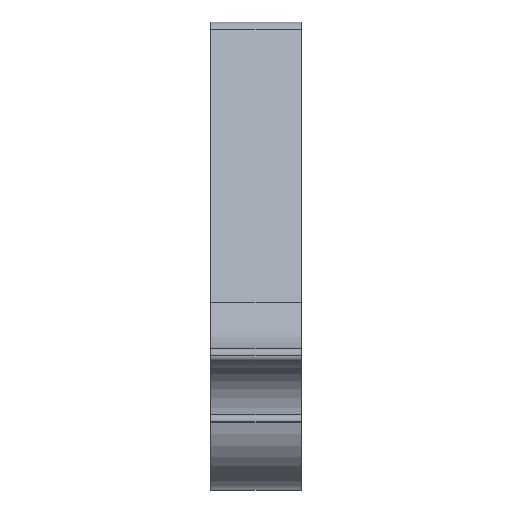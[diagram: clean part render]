
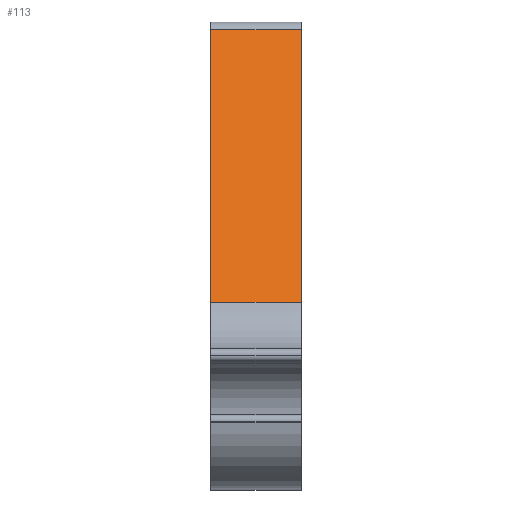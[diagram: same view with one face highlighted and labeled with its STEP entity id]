
A CAD part, top view. The second image highlights one B-rep face of the part: STEP entity #113.
In plain terms, the highlighted planar face has unit normal (0, 0.362, 0.932).
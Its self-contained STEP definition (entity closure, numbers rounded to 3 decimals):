
#62 = DIRECTION ( 'NONE',  ( 0., 0.932, -0.362 ) ) ;
#65 = EDGE_LOOP ( 'NONE', ( #261, #89, #1021, #194 ) ) ;
#89 = ORIENTED_EDGE ( 'NONE', *, *, #232, .F. ) ;
#113 = ADVANCED_FACE ( 'NONE', ( #918 ), #431, .F. ) ;
#194 = ORIENTED_EDGE ( 'NONE', *, *, #248, .T. ) ;
#210 = VECTOR ( 'NONE', #252, 1000. ) ;
#221 = CARTESIAN_POINT ( 'NONE',  ( -4., -24.929, 22.931 ) ) ;
#232 = EDGE_CURVE ( 'NONE', #1115, #463, #684, .T. ) ;
#248 = EDGE_CURVE ( 'NONE', #770, #999, #774, .T. ) ;
#252 = DIRECTION ( 'NONE',  ( 0., -0.932, 0.362 ) ) ;
#256 = CARTESIAN_POINT ( 'NONE',  ( 4., -24.929, 22.931 ) ) ;
#261 = ORIENTED_EDGE ( 'NONE', *, *, #949, .T. ) ;
#268 = CARTESIAN_POINT ( 'NONE',  ( 4., -24.929, 22.931 ) ) ;
#318 = AXIS2_PLACEMENT_3D ( 'NONE', #834, #521, #62 ) ;
#323 = DIRECTION ( 'NONE',  ( -1., 0., 0. ) ) ;
#324 = CARTESIAN_POINT ( 'NONE',  ( -4., -24.929, 22.931 ) ) ;
#431 = PLANE ( 'NONE',  #318 ) ;
#463 = VERTEX_POINT ( 'NONE', #221 ) ;
#521 = DIRECTION ( 'NONE',  ( 0., -0.362, -0.932 ) ) ;
#606 = DIRECTION ( 'NONE',  ( -1., 0., 0. ) ) ;
#651 = LINE ( 'NONE', #324, #945 ) ;
#662 = DIRECTION ( 'NONE',  ( 0., -0.932, 0.362 ) ) ;
#684 = LINE ( 'NONE', #256, #1000 ) ;
#756 = CARTESIAN_POINT ( 'NONE',  ( 4., -0.694, 13.514 ) ) ;
#770 = VERTEX_POINT ( 'NONE', #857 ) ;
#774 = LINE ( 'NONE', #756, #818 ) ;
#783 = LINE ( 'NONE', #268, #210 ) ;
#818 = VECTOR ( 'NONE', #323, 1000. ) ;
#824 = CARTESIAN_POINT ( 'NONE',  ( -4., -0.694, 13.514 ) ) ;
#834 = CARTESIAN_POINT ( 'NONE',  ( 4., -24.929, 22.931 ) ) ;
#857 = CARTESIAN_POINT ( 'NONE',  ( 4., -0.694, 13.514 ) ) ;
#918 = FACE_OUTER_BOUND ( 'NONE', #65, .T. ) ;
#945 = VECTOR ( 'NONE', #662, 1000. ) ;
#949 = EDGE_CURVE ( 'NONE', #999, #463, #651, .T. ) ;
#999 = VERTEX_POINT ( 'NONE', #824 ) ;
#1000 = VECTOR ( 'NONE', #606, 1000. ) ;
#1021 = ORIENTED_EDGE ( 'NONE', *, *, #1082, .F. ) ;
#1082 = EDGE_CURVE ( 'NONE', #770, #1115, #783, .T. ) ;
#1109 = CARTESIAN_POINT ( 'NONE',  ( 4., -24.929, 22.931 ) ) ;
#1115 = VERTEX_POINT ( 'NONE', #1109 ) ;
